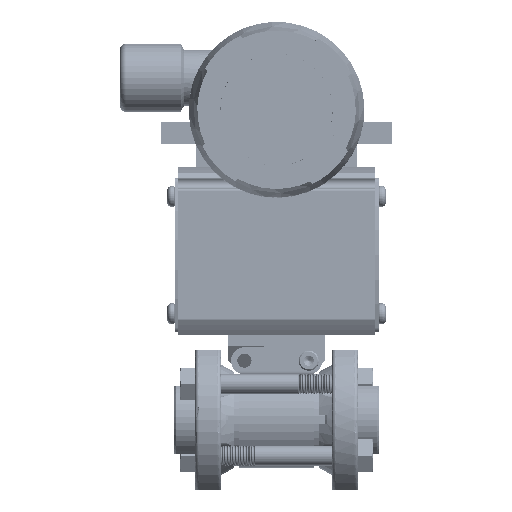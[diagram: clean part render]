
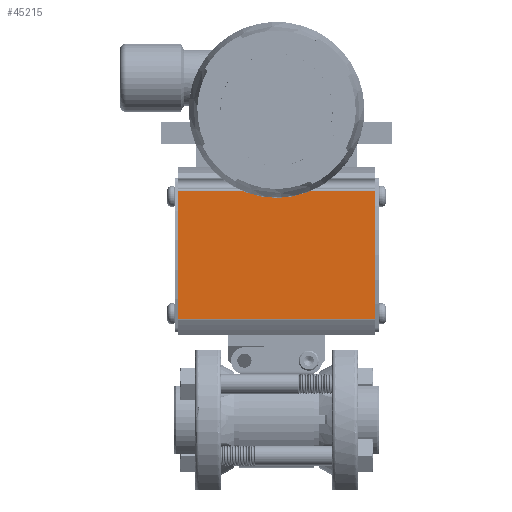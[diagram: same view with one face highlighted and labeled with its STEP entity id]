
A CAD part, top view. The second image highlights one B-rep face of the part: STEP entity #45215.
In plain terms, the highlighted planar face has unit normal (0, 0, 1).
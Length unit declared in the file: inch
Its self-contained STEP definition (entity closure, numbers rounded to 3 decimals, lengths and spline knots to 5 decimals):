
#823 = FACE_OUTER_BOUND ( 'NONE', #219743, .T. ) ;
#3255 = ORIENTED_EDGE ( 'NONE', *, *, #66170, .F. ) ;
#7270 = DIRECTION ( 'NONE',  ( -1., 0., 0. ) ) ;
#14358 = EDGE_CURVE ( 'NONE', #84465, #78821, #85092, .T. ) ;
#14394 = EDGE_CURVE ( 'NONE', #112783, #175309, #79394, .T. ) ;
#18683 = CARTESIAN_POINT ( 'NONE',  ( -5.04033, 3.5694, 1.17 ) ) ;
#23675 = CARTESIAN_POINT ( 'NONE',  ( 1.5275, 3.56213, 1.17 ) ) ;
#25557 = CARTESIAN_POINT ( 'NONE',  ( -5.04033, 3.56213, 1.17 ) ) ;
#36829 = CARTESIAN_POINT ( 'NONE',  ( 1.5275, 1.56787, 1.17 ) ) ;
#37019 = DIRECTION ( 'NONE',  ( 0., 0., -1. ) ) ;
#45215 = ADVANCED_FACE ( 'NONE', ( #823 ), #126728, .F. ) ;
#46103 = LINE ( 'NONE', #86312, #88691 ) ;
#65467 = AXIS2_PLACEMENT_3D ( 'NONE', #18683, #37019, #164110 ) ;
#66170 = EDGE_CURVE ( 'NONE', #112783, #78821, #176905, .T. ) ;
#78821 = VERTEX_POINT ( 'NONE', #93333 ) ;
#79394 = LINE ( 'NONE', #225592, #127616 ) ;
#84465 = VERTEX_POINT ( 'NONE', #23675 ) ;
#85092 = LINE ( 'NONE', #25557, #133363 ) ;
#86312 = CARTESIAN_POINT ( 'NONE',  ( 1.5275, 3.5694, 1.17 ) ) ;
#88691 = VECTOR ( 'NONE', #213267, 39.37008 ) ;
#93333 = CARTESIAN_POINT ( 'NONE',  ( -1.5275, 3.56213, 1.17 ) ) ;
#98673 = DIRECTION ( 'NONE',  ( 1., 0., 0. ) ) ;
#112783 = VERTEX_POINT ( 'NONE', #121723 ) ;
#113610 = ORIENTED_EDGE ( 'NONE', *, *, #124166, .F. ) ;
#113778 = ORIENTED_EDGE ( 'NONE', *, *, #14358, .T. ) ;
#121723 = CARTESIAN_POINT ( 'NONE',  ( -1.5275, 1.56787, 1.17 ) ) ;
#124166 = EDGE_CURVE ( 'NONE', #84465, #175309, #46103, .T. ) ;
#126728 = PLANE ( 'NONE',  #65467 ) ;
#126931 = DIRECTION ( 'NONE',  ( 0., 1., 0. ) ) ;
#127616 = VECTOR ( 'NONE', #98673, 39.37008 ) ;
#133363 = VECTOR ( 'NONE', #7270, 39.37008 ) ;
#164110 = DIRECTION ( 'NONE',  ( 0., -1., 0. ) ) ;
#171233 = VECTOR ( 'NONE', #126931, 39.37008 ) ;
#175309 = VERTEX_POINT ( 'NONE', #36829 ) ;
#176905 = LINE ( 'NONE', #235626, #171233 ) ;
#213267 = DIRECTION ( 'NONE',  ( 0., -1., 0. ) ) ;
#219743 = EDGE_LOOP ( 'NONE', ( #113610, #113778, #3255, #227816 ) ) ;
#225592 = CARTESIAN_POINT ( 'NONE',  ( -5.04033, 1.56787, 1.17 ) ) ;
#227816 = ORIENTED_EDGE ( 'NONE', *, *, #14394, .T. ) ;
#235626 = CARTESIAN_POINT ( 'NONE',  ( -1.5275, 3.5694, 1.17 ) ) ;
